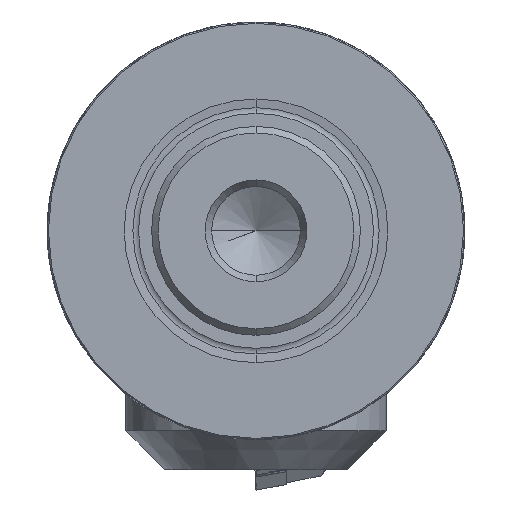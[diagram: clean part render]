
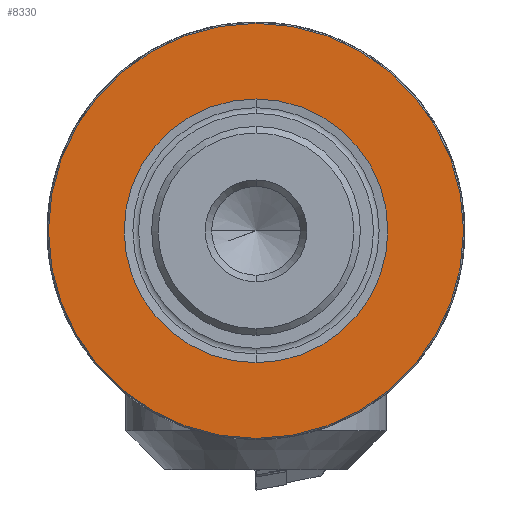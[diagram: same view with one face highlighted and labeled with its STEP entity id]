
A CAD part, left-side view. The second image highlights one B-rep face of the part: STEP entity #8330.
In plain terms, the highlighted planar face has unit normal (-1, 0, 0).
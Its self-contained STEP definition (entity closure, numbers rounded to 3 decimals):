
#670 = DIRECTION ( 'NONE',  ( -1., 0., 0. ) ) ;
#1781 = EDGE_CURVE ( 'NONE', #20285, #22393, #24396, .T. ) ;
#2177 = FACE_BOUND ( 'NONE', #7197, .T. ) ;
#3560 = CARTESIAN_POINT ( 'NONE',  ( 0., 0., 0. ) ) ;
#4063 = CARTESIAN_POINT ( 'NONE',  ( 0., 0., 15.9 ) ) ;
#6520 = CARTESIAN_POINT ( 'NONE',  ( 0., 10.103, 0. ) ) ;
#7197 = EDGE_LOOP ( 'NONE', ( #11978, #24225 ) ) ;
#8330 = ADVANCED_FACE ( 'NONE', ( #2177, #26974 ), #15985, .F. ) ;
#11446 = AXIS2_PLACEMENT_3D ( 'NONE', #13430, #670, #16226 ) ;
#11902 = DIRECTION ( 'NONE',  ( -1., 0., 0. ) ) ;
#11969 = CARTESIAN_POINT ( 'NONE',  ( 0., 0., -15.9 ) ) ;
#11978 = ORIENTED_EDGE ( 'NONE', *, *, #28782, .F. ) ;
#12930 = DIRECTION ( 'NONE',  ( -1., 0., 0. ) ) ;
#13297 = VERTEX_POINT ( 'NONE', #13647 ) ;
#13430 = CARTESIAN_POINT ( 'NONE',  ( 0., 0., 0. ) ) ;
#13647 = CARTESIAN_POINT ( 'NONE',  ( 0., 0., -10.103 ) ) ;
#14211 = AXIS2_PLACEMENT_3D ( 'NONE', #25527, #11902, #14231 ) ;
#14231 = DIRECTION ( 'NONE',  ( 0., 0., 1. ) ) ;
#14502 = CARTESIAN_POINT ( 'NONE',  ( 0., 0., 10.103 ) ) ;
#14809 = EDGE_CURVE ( 'NONE', #22393, #20285, #15183, .T. ) ;
#15183 = CIRCLE ( 'NONE', #11446, 15.9 ) ;
#15716 = EDGE_CURVE ( 'NONE', #13297, #20516, #24054, .T. ) ;
#15985 = PLANE ( 'NONE',  #27988 ) ;
#16226 = DIRECTION ( 'NONE',  ( 0., 0., 1. ) ) ;
#16361 = AXIS2_PLACEMENT_3D ( 'NONE', #26122, #12930, #21869 ) ;
#18220 = CIRCLE ( 'NONE', #16361, 10.103 ) ;
#18788 = AXIS2_PLACEMENT_3D ( 'NONE', #3560, #25768, #21357 ) ;
#20285 = VERTEX_POINT ( 'NONE', #4063 ) ;
#20382 = DIRECTION ( 'NONE',  ( 1., 0., 0. ) ) ;
#20516 = VERTEX_POINT ( 'NONE', #14502 ) ;
#21357 = DIRECTION ( 'NONE',  ( 0., 0., 1. ) ) ;
#21541 = ORIENTED_EDGE ( 'NONE', *, *, #14809, .T. ) ;
#21869 = DIRECTION ( 'NONE',  ( 0., 0., 1. ) ) ;
#22393 = VERTEX_POINT ( 'NONE', #11969 ) ;
#23518 = EDGE_LOOP ( 'NONE', ( #21541, #25154 ) ) ;
#24054 = CIRCLE ( 'NONE', #14211, 10.103 ) ;
#24225 = ORIENTED_EDGE ( 'NONE', *, *, #15716, .F. ) ;
#24357 = DIRECTION ( 'NONE',  ( 0., 0., -1. ) ) ;
#24396 = CIRCLE ( 'NONE', #18788, 15.9 ) ;
#25154 = ORIENTED_EDGE ( 'NONE', *, *, #1781, .T. ) ;
#25527 = CARTESIAN_POINT ( 'NONE',  ( 0., 0., 0. ) ) ;
#25768 = DIRECTION ( 'NONE',  ( -1., 0., 0. ) ) ;
#26122 = CARTESIAN_POINT ( 'NONE',  ( 0., 0., 0. ) ) ;
#26974 = FACE_OUTER_BOUND ( 'NONE', #23518, .T. ) ;
#27988 = AXIS2_PLACEMENT_3D ( 'NONE', #6520, #20382, #24357 ) ;
#28782 = EDGE_CURVE ( 'NONE', #20516, #13297, #18220, .T. ) ;
